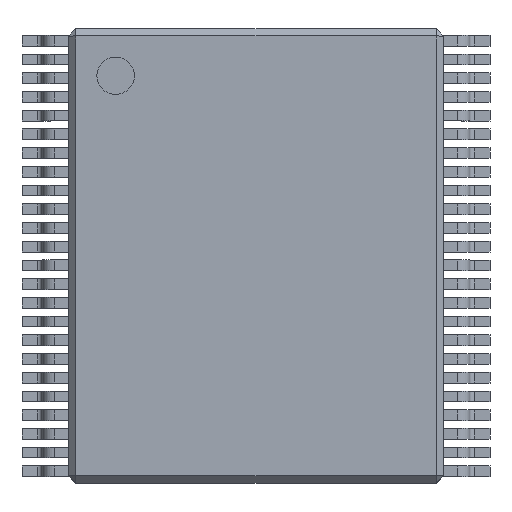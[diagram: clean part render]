
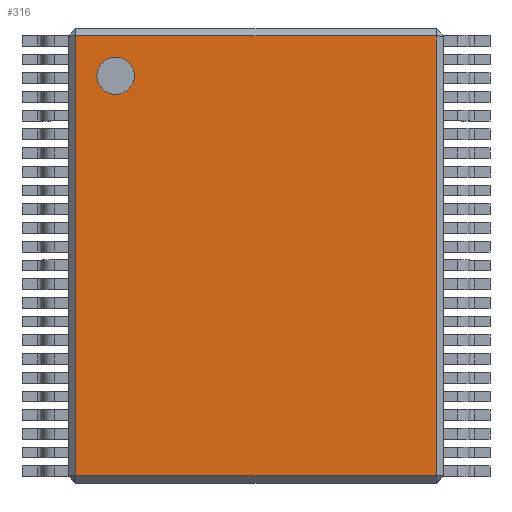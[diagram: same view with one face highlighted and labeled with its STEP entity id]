
A CAD part, top view. The second image highlights one B-rep face of the part: STEP entity #316.
In plain terms, the highlighted planar face has unit normal (0, 0, 1).
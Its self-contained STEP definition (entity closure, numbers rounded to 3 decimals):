
#13=DIRECTION('',(0.,0.,1.));
#14=DIRECTION('',(1.,0.,0.));
#111=VECTOR('',#112,1.);
#112=DIRECTION('',(0.,1.,0.));
#186=VERTEX_POINT('',#187);
#187=CARTESIAN_POINT('',(-3.85,-4.7,1.2));
#194=VERTEX_POINT('',#195);
#195=CARTESIAN_POINT('',(-3.85,4.7,1.2));
#200=ORIENTED_EDGE('',*,*,#201,.F.);
#201=EDGE_CURVE('',#186,#194,#202,.T.);
#202=LINE('',#203,#111);
#203=CARTESIAN_POINT('',(-3.85,-4.85,1.2));
#273=VECTOR('',#14,1.);
#316=ADVANCED_FACE('',(#317,#335),#344,.T.);
#317=FACE_BOUND('',#318,.T.);
#318=EDGE_LOOP('',(#200,#319,#325,#331));
#319=ORIENTED_EDGE('',*,*,#320,.T.);
#320=EDGE_CURVE('',#186,#321,#323,.T.);
#321=VERTEX_POINT('',#322);
#322=CARTESIAN_POINT('',(3.85,-4.7,1.2));
#323=LINE('',#324,#273);
#324=CARTESIAN_POINT('',(-4.,-4.7,1.2));
#325=ORIENTED_EDGE('',*,*,#326,.T.);
#326=EDGE_CURVE('',#321,#327,#329,.T.);
#327=VERTEX_POINT('',#328);
#328=CARTESIAN_POINT('',(3.85,4.7,1.2));
#329=LINE('',#330,#111);
#330=CARTESIAN_POINT('',(3.85,-4.85,1.2));
#331=ORIENTED_EDGE('',*,*,#332,.F.);
#332=EDGE_CURVE('',#194,#327,#333,.T.);
#333=LINE('',#334,#273);
#334=CARTESIAN_POINT('',(-4.,4.7,1.2));
#335=FACE_BOUND('',#336,.T.);
#336=EDGE_LOOP('',(#337));
#337=ORIENTED_EDGE('',*,*,#338,.F.);
#338=EDGE_CURVE('',#339,#339,#341,.T.);
#339=VERTEX_POINT('',#340);
#340=CARTESIAN_POINT('',(-2.6,3.85,1.2));
#341=CIRCLE('',#342,0.4);
#342=AXIS2_PLACEMENT_3D('',#343,#13,#14);
#343=CARTESIAN_POINT('',(-3.,3.85,1.2));
#344=PLANE('',#345);
#345=AXIS2_PLACEMENT_3D('',#346,#13,#14);
#346=CARTESIAN_POINT('',(-4.,-4.85,1.2));
